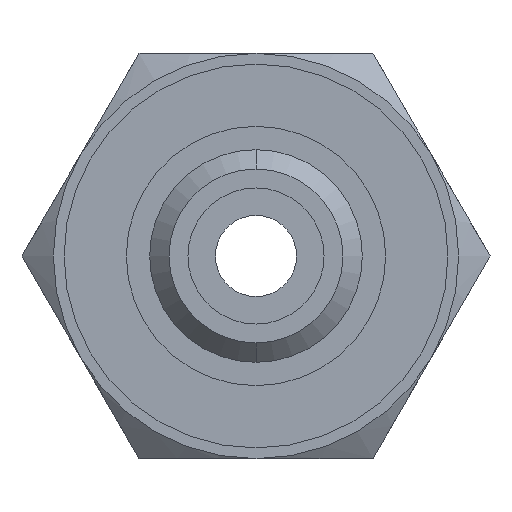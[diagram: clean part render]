
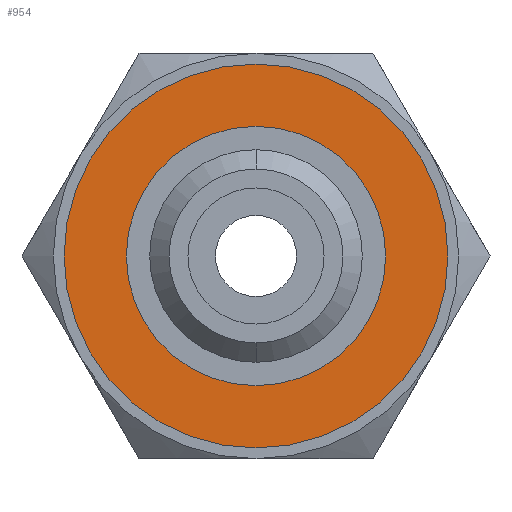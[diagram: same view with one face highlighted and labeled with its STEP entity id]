
A CAD part, front view. The second image highlights one B-rep face of the part: STEP entity #954.
In plain terms, the highlighted planar face has unit normal (0, -1, 0).
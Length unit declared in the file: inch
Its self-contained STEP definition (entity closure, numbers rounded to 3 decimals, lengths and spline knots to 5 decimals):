
#130 = VERTEX_POINT ( 'NONE', #2553 ) ;
#132 = EDGE_CURVE ( 'NONE', #130, #133, #2552, .T. ) ;
#133 = VERTEX_POINT ( 'NONE', #2547 ) ;
#215 = VERTEX_POINT ( 'NONE', #2643 ) ;
#217 = EDGE_CURVE ( 'NONE', #215, #218, #2642, .T. ) ;
#218 = VERTEX_POINT ( 'NONE', #2637 ) ;
#821 = ORIENTED_EDGE ( 'NONE', *, *, #132, .F. ) ;
#822 = EDGE_LOOP ( 'NONE', ( #823, #825 ) ) ;
#823 = ORIENTED_EDGE ( 'NONE', *, *, #824, .F. ) ;
#824 = EDGE_CURVE ( 'NONE', #218, #215, #3074, .T. ) ;
#825 = ORIENTED_EDGE ( 'NONE', *, *, #217, .F. ) ;
#929 = EDGE_LOOP ( 'NONE', ( #930, #821 ) ) ;
#930 = ORIENTED_EDGE ( 'NONE', *, *, #931, .F. ) ;
#931 = EDGE_CURVE ( 'NONE', #133, #130, #3956, .T. ) ;
#954 = ADVANCED_FACE ( 'NONE', ( #4045, #4044 ), #4043, .F. ) ;
#2547 = CARTESIAN_POINT ( 'NONE',  ( 0., 0., -0.296 ) ) ;
#2548 = DIRECTION ( 'NONE',  ( 0., 0., 1. ) ) ;
#2549 = DIRECTION ( 'NONE',  ( 0., 1., 0. ) ) ;
#2550 = CARTESIAN_POINT ( 'NONE',  ( 0., 0., 0. ) ) ;
#2551 = AXIS2_PLACEMENT_3D ( 'NONE', #2550, #2549, #2548 ) ;
#2552 = CIRCLE ( 'NONE', #2551, 0.296 ) ;
#2553 = CARTESIAN_POINT ( 'NONE',  ( 0., 0., 0.296 ) ) ;
#2637 = CARTESIAN_POINT ( 'NONE',  ( 0., 0., 0.2 ) ) ;
#2638 = DIRECTION ( 'NONE',  ( 0., 0., 1. ) ) ;
#2639 = DIRECTION ( 'NONE',  ( 0., -1., 0. ) ) ;
#2640 = CARTESIAN_POINT ( 'NONE',  ( 0., 0., 0. ) ) ;
#2641 = AXIS2_PLACEMENT_3D ( 'NONE', #2640, #2639, #2638 ) ;
#2642 = CIRCLE ( 'NONE', #2641, 0.2 ) ;
#2643 = CARTESIAN_POINT ( 'NONE',  ( 0., 0., -0.2 ) ) ;
#3067 = DIRECTION ( 'NONE',  ( 0., -1., 0. ) ) ;
#3068 = CARTESIAN_POINT ( 'NONE',  ( 0., 0., 0. ) ) ;
#3069 = AXIS2_PLACEMENT_3D ( 'NONE', #3068, #3067, #3247 ) ;
#3074 = CIRCLE ( 'NONE', #3069, 0.2 ) ;
#3247 = DIRECTION ( 'NONE',  ( 0., 0., 1. ) ) ;
#3953 = DIRECTION ( 'NONE',  ( 0., 0., 1. ) ) ;
#3954 = DIRECTION ( 'NONE',  ( 0., 1., 0. ) ) ;
#3955 = AXIS2_PLACEMENT_3D ( 'NONE', #3960, #3954, #3953 ) ;
#3956 = CIRCLE ( 'NONE', #3955, 0.296 ) ;
#3960 = CARTESIAN_POINT ( 'NONE',  ( 0., 0., 0. ) ) ;
#4039 = DIRECTION ( 'NONE',  ( 0., 0., 1. ) ) ;
#4040 = DIRECTION ( 'NONE',  ( 0., 1., 0. ) ) ;
#4041 = CARTESIAN_POINT ( 'NONE',  ( 0., 0., 0. ) ) ;
#4042 = AXIS2_PLACEMENT_3D ( 'NONE', #4041, #4040, #4039 ) ;
#4043 = PLANE ( 'NONE',  #4042 ) ;
#4044 = FACE_BOUND ( 'NONE', #822, .T. ) ;
#4045 = FACE_OUTER_BOUND ( 'NONE', #929, .T. ) ;
